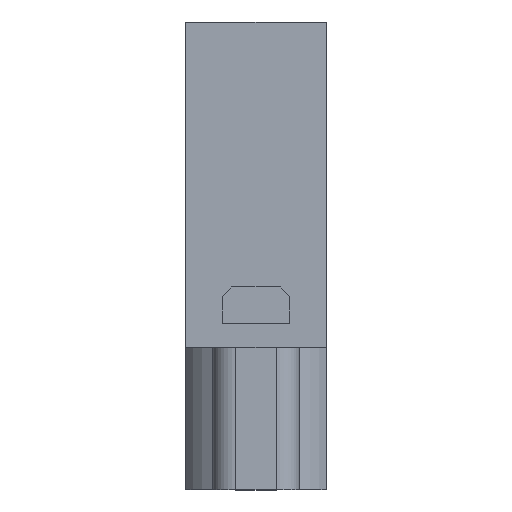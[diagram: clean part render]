
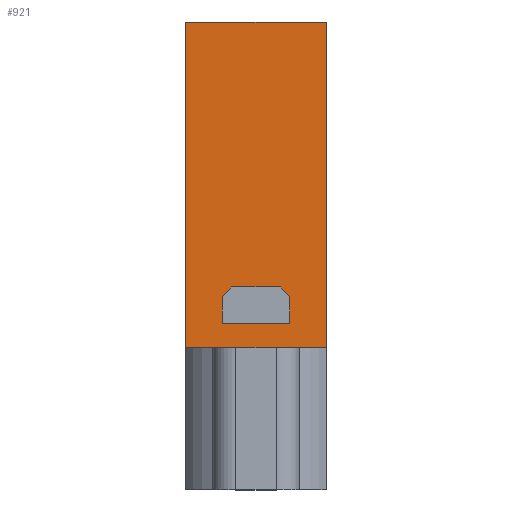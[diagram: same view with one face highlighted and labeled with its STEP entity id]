
A CAD part, top view. The second image highlights one B-rep face of the part: STEP entity #921.
In plain terms, the highlighted planar face has unit normal (0, 0, 1).
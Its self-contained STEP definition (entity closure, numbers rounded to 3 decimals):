
#681=FACE_BOUND('',#1431,.T.);
#682=FACE_BOUND('',#1432,.T.);
#921=ADVANCED_FACE('',(#681,#682),#1073,.T.);
#1073=PLANE('',#4401);
#1431=EDGE_LOOP('',(#3017,#3018,#3019,#3020,#3021,#3022));
#1432=EDGE_LOOP('',(#3023,#3024,#3025,#3026));
#1711=LINE('',#6083,#2105);
#1714=LINE('',#6089,#2108);
#1716=LINE('',#6093,#2110);
#1718=LINE('',#6097,#2112);
#1720=LINE('',#6101,#2114);
#1722=LINE('',#6105,#2116);
#1806=LINE('',#6400,#2200);
#1828=LINE('',#6463,#2222);
#1830=LINE('',#6467,#2224);
#1831=LINE('',#6469,#2225);
#2105=VECTOR('',#4852,1.);
#2108=VECTOR('',#4857,1.);
#2110=VECTOR('',#4861,1.);
#2112=VECTOR('',#4865,1.);
#2114=VECTOR('',#4869,1.);
#2116=VECTOR('',#4873,1.);
#2200=VECTOR('',#5139,1.);
#2222=VECTOR('',#5203,1.);
#2224=VECTOR('',#5207,1.);
#2225=VECTOR('',#5208,1.);
#3017=ORIENTED_EDGE('',*,*,#3808,.T.);
#3018=ORIENTED_EDGE('',*,*,#3797,.T.);
#3019=ORIENTED_EDGE('',*,*,#3800,.T.);
#3020=ORIENTED_EDGE('',*,*,#3802,.T.);
#3021=ORIENTED_EDGE('',*,*,#3804,.T.);
#3022=ORIENTED_EDGE('',*,*,#3806,.T.);
#3023=ORIENTED_EDGE('',*,*,#3974,.T.);
#3024=ORIENTED_EDGE('',*,*,#3942,.F.);
#3025=ORIENTED_EDGE('',*,*,#3976,.T.);
#3026=ORIENTED_EDGE('',*,*,#3977,.F.);
#3389=VERTEX_POINT('',#6084);
#3390=VERTEX_POINT('',#6085);
#3391=VERTEX_POINT('',#6090);
#3392=VERTEX_POINT('',#6094);
#3393=VERTEX_POINT('',#6098);
#3394=VERTEX_POINT('',#6102);
#3490=VERTEX_POINT('',#6399);
#3491=VERTEX_POINT('',#6401);
#3511=VERTEX_POINT('',#6464);
#3512=VERTEX_POINT('',#6468);
#3797=EDGE_CURVE('',#3389,#3390,#1711,.T.);
#3800=EDGE_CURVE('',#3390,#3391,#1714,.T.);
#3802=EDGE_CURVE('',#3391,#3392,#1716,.T.);
#3804=EDGE_CURVE('',#3392,#3393,#1718,.T.);
#3806=EDGE_CURVE('',#3393,#3394,#1720,.T.);
#3808=EDGE_CURVE('',#3394,#3389,#1722,.T.);
#3942=EDGE_CURVE('',#3490,#3491,#1806,.T.);
#3974=EDGE_CURVE('',#3511,#3491,#1828,.T.);
#3976=EDGE_CURVE('',#3490,#3512,#1830,.T.);
#3977=EDGE_CURVE('',#3511,#3512,#1831,.T.);
#4401=AXIS2_PLACEMENT_3D('',#6470,#5209,#5210);
#4852=DIRECTION('',(0.707,-0.707,0.));
#4857=DIRECTION('',(0.,-1.,0.));
#4861=DIRECTION('',(-1.,0.,0.));
#4865=DIRECTION('',(0.,1.,0.));
#4869=DIRECTION('',(0.707,0.707,0.));
#4873=DIRECTION('',(1.,0.,0.));
#5139=DIRECTION('',(0.,-1.,0.));
#5203=DIRECTION('',(1.,0.,0.));
#5207=DIRECTION('',(-1.,0.,0.));
#5208=DIRECTION('',(0.,1.,0.));
#5209=DIRECTION('',(0.,0.,1.));
#5210=DIRECTION('',(1.,0.,0.));
#6083=CARTESIAN_POINT('',(2.5,-11.5,15.15));
#6084=CARTESIAN_POINT('',(2.5,-11.5,15.15));
#6085=CARTESIAN_POINT('',(3.5,-12.5,15.15));
#6089=CARTESIAN_POINT('',(3.5,-12.5,15.15));
#6090=CARTESIAN_POINT('',(3.5,-15.3,15.15));
#6093=CARTESIAN_POINT('',(3.5,-15.3,15.15));
#6094=CARTESIAN_POINT('',(-3.5,-15.3,15.15));
#6097=CARTESIAN_POINT('',(-3.5,-15.3,15.15));
#6098=CARTESIAN_POINT('',(-3.5,-12.5,15.15));
#6101=CARTESIAN_POINT('',(-3.5,-12.5,15.15));
#6102=CARTESIAN_POINT('',(-2.5,-11.5,15.15));
#6105=CARTESIAN_POINT('',(-2.5,-11.5,15.15));
#6399=CARTESIAN_POINT('',(7.325,16.1,15.15));
#6400=CARTESIAN_POINT('',(7.325,16.1,15.15));
#6401=CARTESIAN_POINT('',(7.325,-17.8,15.15));
#6463=CARTESIAN_POINT('',(-7.325,-17.8,15.15));
#6464=CARTESIAN_POINT('',(-7.325,-17.8,15.15));
#6467=CARTESIAN_POINT('',(7.325,16.1,15.15));
#6468=CARTESIAN_POINT('',(-7.325,16.1,15.15));
#6469=CARTESIAN_POINT('',(-7.325,-17.8,15.15));
#6470=CARTESIAN_POINT('',(-7.325,-19.28,15.15));
